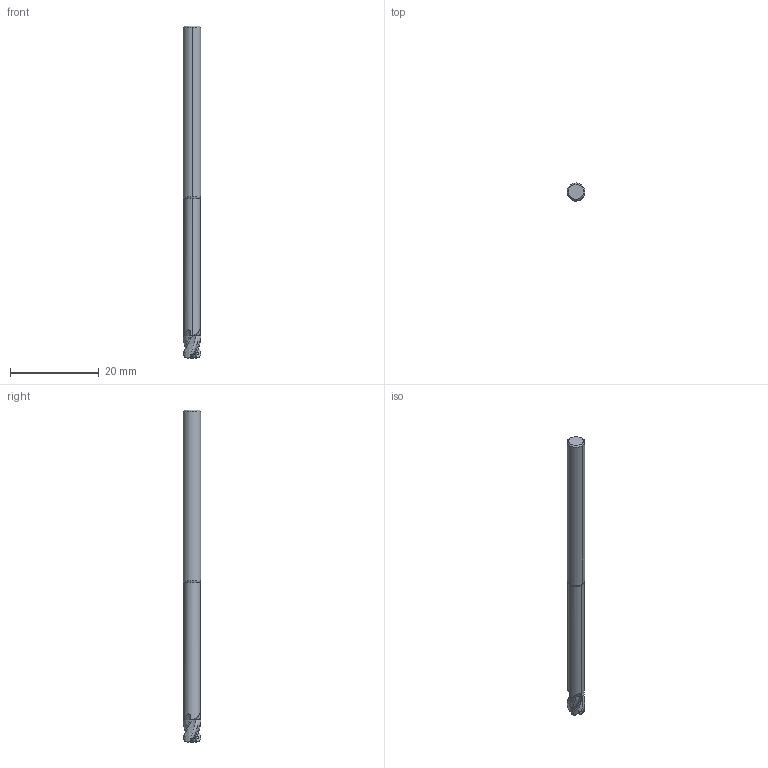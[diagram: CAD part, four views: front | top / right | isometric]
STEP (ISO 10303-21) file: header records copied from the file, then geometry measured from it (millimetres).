
FILE_DESCRIPTION(('no description'),'unknown implementation level');
FILE_NAME('K202233-4_1-Detail.stp',' ',('CIMSOURCE GmbH'),('CADClick - KiM GmbH - www.kimweb.de'),'unknown preprocess','ACIS','unknown authorization');
FILE_SCHEMA(('automotive_design'));
Length unit declared in the file: millimetre
Products named in the file (2): NOCUT; CUT
Bounding box: 4 x 4 x 75 mm (x, y, z)
Volume: 852.6 mm3; surface area: 999.3 mm2
Topology: 2 solids, 2 shells, 128 faces, 364 edges, 238 vertices
Faces by surface type: plane 50, bspline 36, cone 14, revolution 12, cylinder 10, torus 6
Entity records: 13897 total; most frequent: CARTESIAN_POINT 6814, STYLED_ITEM 732, PRESENTATION_STYLE_ASSIGNMENT 732, COLOUR_RGB 732, ORIENTED_EDGE 728, DIRECTION 496, EDGE_CURVE 364, CURVE_STYLE 364
